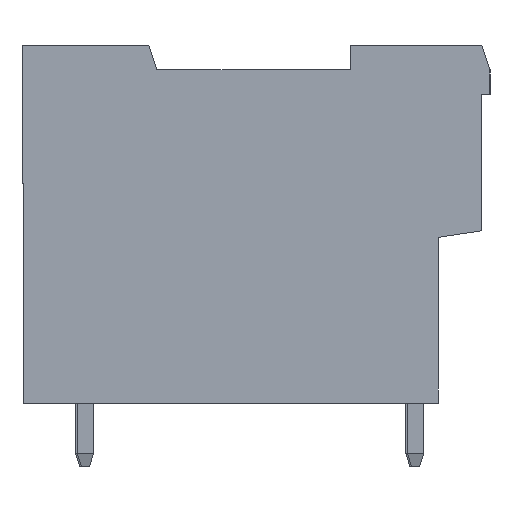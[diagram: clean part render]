
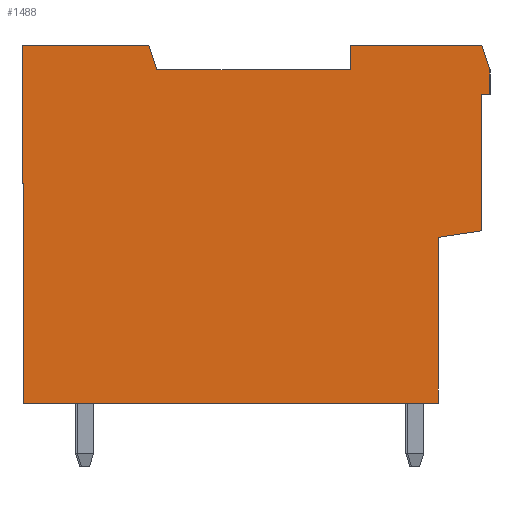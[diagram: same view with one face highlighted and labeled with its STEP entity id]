
A CAD part, left-side view. The second image highlights one B-rep face of the part: STEP entity #1488.
In plain terms, the highlighted planar face has unit normal (-1, 0, 0).
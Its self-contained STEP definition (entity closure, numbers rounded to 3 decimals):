
#1488 = ADVANCED_FACE( '', ( #3308 ), #3309, .T. );
#3308 = FACE_OUTER_BOUND( '', #5500, .T. );
#3309 = PLANE( '', #5501 );
#5500 = EDGE_LOOP( '', ( #9559, #9560, #9561, #9562, #9563, #9564, #9565, #9566, #9567, #9568, #9569, #9570, #9571, #9572, #9573 ) );
#5501 = AXIS2_PLACEMENT_3D( '', #9574, #9575, #9576 );
#9559 = ORIENTED_EDGE( '', *, *, #13838, .T. );
#9560 = ORIENTED_EDGE( '', *, *, #14538, .F. );
#9561 = ORIENTED_EDGE( '', *, *, #14926, .T. );
#9562 = ORIENTED_EDGE( '', *, *, #14927, .T. );
#9563 = ORIENTED_EDGE( '', *, *, #14271, .T. );
#9564 = ORIENTED_EDGE( '', *, *, #14928, .T. );
#9565 = ORIENTED_EDGE( '', *, *, #14929, .T. );
#9566 = ORIENTED_EDGE( '', *, *, #14930, .T. );
#9567 = ORIENTED_EDGE( '', *, *, #13437, .T. );
#9568 = ORIENTED_EDGE( '', *, *, #13958, .T. );
#9569 = ORIENTED_EDGE( '', *, *, #14931, .T. );
#9570 = ORIENTED_EDGE( '', *, *, #13743, .T. );
#9571 = ORIENTED_EDGE( '', *, *, #14896, .T. );
#9572 = ORIENTED_EDGE( '', *, *, #14932, .T. );
#9573 = ORIENTED_EDGE( '', *, *, #14185, .T. );
#9574 = CARTESIAN_POINT( '', ( -16.24, 0., 0. ) );
#9575 = DIRECTION( '', ( -1., 0., 0. ) );
#9576 = DIRECTION( '', ( 0., 0., 1. ) );
#13437 = EDGE_CURVE( '', #16130, #16128, #16131, .T. );
#13743 = EDGE_CURVE( '', #16679, #16677, #16680, .T. );
#13838 = EDGE_CURVE( '', #16840, #16841, #16842, .T. );
#13958 = EDGE_CURVE( '', #16128, #17056, #17058, .F. );
#14185 = EDGE_CURVE( '', #17429, #16840, #17430, .T. );
#14271 = EDGE_CURVE( '', #17566, #17564, #17567, .T. );
#14538 = EDGE_CURVE( '', #17987, #16841, #17989, .T. );
#14896 = EDGE_CURVE( '', #16677, #18531, #18533, .T. );
#14926 = EDGE_CURVE( '', #17987, #18576, #18577, .T. );
#14927 = EDGE_CURVE( '', #18576, #17566, #18578, .T. );
#14928 = EDGE_CURVE( '', #17564, #18579, #18580, .T. );
#14929 = EDGE_CURVE( '', #18579, #18581, #18582, .T. );
#14930 = EDGE_CURVE( '', #18581, #16130, #18583, .T. );
#14931 = EDGE_CURVE( '', #17056, #16679, #18584, .T. );
#14932 = EDGE_CURVE( '', #18531, #17429, #18585, .F. );
#16128 = VERTEX_POINT( '', #20103 );
#16130 = VERTEX_POINT( '', #20106 );
#16131 = LINE( '', #20107, #20108 );
#16677 = VERTEX_POINT( '', #20888 );
#16679 = VERTEX_POINT( '', #20891 );
#16680 = LINE( '', #20892, #20893 );
#16840 = VERTEX_POINT( '', #21118 );
#16841 = VERTEX_POINT( '', #21119 );
#16842 = LINE( '', #21120, #21121 );
#17056 = VERTEX_POINT( '', #21427 );
#17058 = LINE( '', #21430, #21431 );
#17429 = VERTEX_POINT( '', #21976 );
#17430 = LINE( '', #21977, #21978 );
#17564 = VERTEX_POINT( '', #22166 );
#17566 = VERTEX_POINT( '', #22169 );
#17567 = LINE( '', #22170, #22171 );
#17987 = VERTEX_POINT( '', #22786 );
#17989 = LINE( '', #22789, #22790 );
#18531 = VERTEX_POINT( '', #23579 );
#18533 = LINE( '', #23582, #23583 );
#18576 = VERTEX_POINT( '', #23647 );
#18577 = LINE( '', #23648, #23649 );
#18578 = LINE( '', #23650, #23651 );
#18579 = VERTEX_POINT( '', #23652 );
#18580 = LINE( '', #23653, #23654 );
#18581 = VERTEX_POINT( '', #23655 );
#18582 = LINE( '', #23656, #23657 );
#18583 = LINE( '', #23658, #23659 );
#18584 = LINE( '', #23660, #23661 );
#18585 = LINE( '', #23662, #23663 );
#20103 = CARTESIAN_POINT( '', ( -16.24, -14.55, 9.5 ) );
#20106 = CARTESIAN_POINT( '', ( -16.24, -14.55, 8. ) );
#20107 = CARTESIAN_POINT( '', ( -16.24, -14.55, 8. ) );
#20108 = VECTOR( '', #25641, 1000. );
#20888 = CARTESIAN_POINT( '', ( -16.24, -5.95, 9.5 ) );
#20891 = CARTESIAN_POINT( '', ( -16.24, -5.95, 11. ) );
#20892 = CARTESIAN_POINT( '', ( -16.24, -5.95, 11. ) );
#20893 = VECTOR( '', #25952, 1000. );
#21118 = CARTESIAN_POINT( '', ( -16.24, 14.25, 11. ) );
#21119 = CARTESIAN_POINT( '', ( -16.24, 14.25, 2.5 ) );
#21120 = CARTESIAN_POINT( '', ( -16.24, 14.25, 11. ) );
#21121 = VECTOR( '', #26042, 1000. );
#21427 = CARTESIAN_POINT( '', ( -16.24, -14.05, 11. ) );
#21430 = CARTESIAN_POINT( '', ( -16.24, -15.945, 5.315 ) );
#21431 = VECTOR( '', #26178, 1000. );
#21976 = CARTESIAN_POINT( '', ( -16.24, 6.45, 11. ) );
#21977 = CARTESIAN_POINT( '', ( -16.24, 5.95, 11. ) );
#21978 = VECTOR( '', #26377, 1000. );
#22166 = CARTESIAN_POINT( '', ( -16.24, -11.37, -0.8 ) );
#22169 = CARTESIAN_POINT( '', ( -16.24, -11.37, -11. ) );
#22170 = CARTESIAN_POINT( '', ( -16.24, -11.37, -11. ) );
#22171 = VECTOR( '', #26469, 1000. );
#22786 = CARTESIAN_POINT( '', ( -16.24, 14.15, 2.5 ) );
#22789 = CARTESIAN_POINT( '', ( -16.24, 14.15, 2.5 ) );
#22790 = VECTOR( '', #26708, 1000. );
#23579 = CARTESIAN_POINT( '', ( -16.24, 5.95, 9.5 ) );
#23582 = CARTESIAN_POINT( '', ( -16.24, -5.95, 9.5 ) );
#23583 = VECTOR( '', #27023, 1000. );
#23647 = CARTESIAN_POINT( '', ( -16.24, 14.15, -11. ) );
#23648 = CARTESIAN_POINT( '', ( -16.24, 14.15, 2.5 ) );
#23649 = VECTOR( '', #27045, 1000. );
#23650 = CARTESIAN_POINT( '', ( -16.24, 14.25, -11. ) );
#23651 = VECTOR( '', #27046, 1000. );
#23652 = CARTESIAN_POINT( '', ( -16.24, -14.05, -0.4 ) );
#23653 = CARTESIAN_POINT( '', ( -16.24, -11.37, -0.8 ) );
#23654 = VECTOR( '', #27047, 1000. );
#23655 = CARTESIAN_POINT( '', ( -16.24, -14.05, 8. ) );
#23656 = CARTESIAN_POINT( '', ( -16.24, -14.05, 8. ) );
#23657 = VECTOR( '', #27048, 1000. );
#23658 = CARTESIAN_POINT( '', ( -16.24, -14.55, 8. ) );
#23659 = VECTOR( '', #27049, 1000. );
#23660 = CARTESIAN_POINT( '', ( -16.24, -14.55, 11. ) );
#23661 = VECTOR( '', #27050, 1000. );
#23662 = CARTESIAN_POINT( '', ( -16.24, 2.505, -0.835 ) );
#23663 = VECTOR( '', #27051, 1000. );
#25641 = DIRECTION( '', ( 0., 0., 1. ) );
#25952 = DIRECTION( '', ( 0., 0., -1. ) );
#26042 = DIRECTION( '', ( 0., 0., -1. ) );
#26178 = DIRECTION( '', ( 0., -0.316, -0.949 ) );
#26377 = DIRECTION( '', ( 0., 1., 0. ) );
#26469 = DIRECTION( '', ( 0., 0., 1. ) );
#26708 = DIRECTION( '', ( 0., 1., 0. ) );
#27023 = DIRECTION( '', ( 0., 1., 0. ) );
#27045 = DIRECTION( '', ( 0., 0., -1. ) );
#27046 = DIRECTION( '', ( 0., -1., 0. ) );
#27047 = DIRECTION( '', ( 0., -0.989, 0.148 ) );
#27048 = DIRECTION( '', ( 0., 0., 1. ) );
#27049 = DIRECTION( '', ( 0., -1., 0. ) );
#27050 = DIRECTION( '', ( 0., 1., 0. ) );
#27051 = DIRECTION( '', ( 0., -0.316, -0.949 ) );
